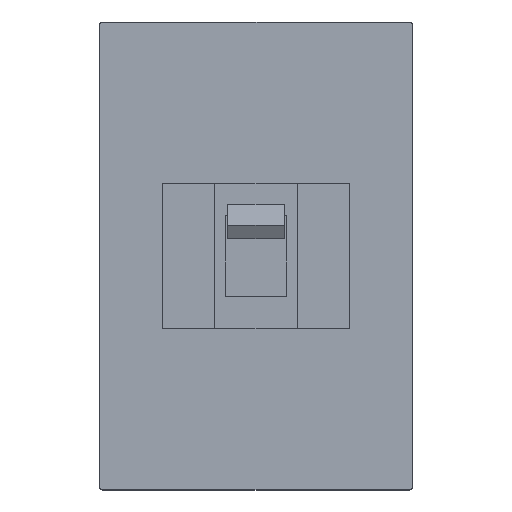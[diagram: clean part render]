
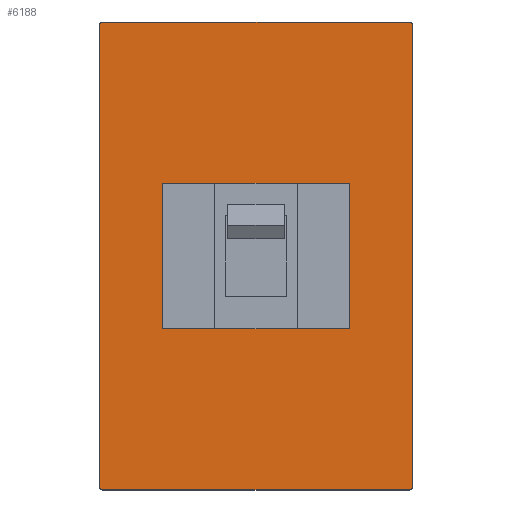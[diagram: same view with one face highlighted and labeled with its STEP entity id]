
A CAD part, top view. The second image highlights one B-rep face of the part: STEP entity #6188.
In plain terms, the highlighted planar face has unit normal (0, 0, 1).
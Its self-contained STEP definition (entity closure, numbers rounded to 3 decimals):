
#257 = CARTESIAN_POINT ( 'NONE',  ( -95., -143., 111.2 ) ) ;
#306 = CARTESIAN_POINT ( 'NONE',  ( -58., -45., 111.2 ) ) ;
#318 = ORIENTED_EDGE ( 'NONE', *, *, #13117, .T. ) ;
#505 = VERTEX_POINT ( 'NONE', #12112 ) ;
#790 = AXIS2_PLACEMENT_3D ( 'NONE', #15108, #13959, #6770 ) ;
#835 = VERTEX_POINT ( 'NONE', #7492 ) ;
#1063 = EDGE_CURVE ( 'NONE', #9282, #8565, #1482, .T. ) ;
#1093 = VECTOR ( 'NONE', #8139, 1000. ) ;
#1143 = VECTOR ( 'NONE', #14357, 1000. ) ;
#1473 = DIRECTION ( 'NONE',  ( 1., 0., 0. ) ) ;
#1482 = LINE ( 'NONE', #2340, #10745 ) ;
#1664 = DIRECTION ( 'NONE',  ( 0., 0., 1. ) ) ;
#1689 = VERTEX_POINT ( 'NONE', #306 ) ;
#2104 = ORIENTED_EDGE ( 'NONE', *, *, #1063, .T. ) ;
#2210 = CARTESIAN_POINT ( 'NONE',  ( 97., -143., 111.2 ) ) ;
#2340 = CARTESIAN_POINT ( 'NONE',  ( 97., 145., 111.2 ) ) ;
#2505 = EDGE_CURVE ( 'NONE', #15639, #10530, #10659, .T. ) ;
#2610 = FACE_BOUND ( 'NONE', #13868, .T. ) ;
#2618 = VECTOR ( 'NONE', #3365, 1000. ) ;
#2732 = AXIS2_PLACEMENT_3D ( 'NONE', #8890, #1664, #10109 ) ;
#2977 = CARTESIAN_POINT ( 'NONE',  ( -95., 145., 111.2 ) ) ;
#3072 = LINE ( 'NONE', #7107, #11893 ) ;
#3314 = DIRECTION ( 'NONE',  ( 0., 0., 1. ) ) ;
#3342 = ORIENTED_EDGE ( 'NONE', *, *, #4458, .F. ) ;
#3365 = DIRECTION ( 'NONE',  ( 0., -1., 0. ) ) ;
#3381 = CARTESIAN_POINT ( 'NONE',  ( -97., 145., 111.2 ) ) ;
#3459 = CARTESIAN_POINT ( 'NONE',  ( -58., 45., 111.2 ) ) ;
#3563 = DIRECTION ( 'NONE',  ( 0., 1., 0. ) ) ;
#3732 = VERTEX_POINT ( 'NONE', #2977 ) ;
#3741 = CARTESIAN_POINT ( 'NONE',  ( -95., -145., 111.2 ) ) ;
#3778 = CARTESIAN_POINT ( 'NONE',  ( -58., -45., 111.2 ) ) ;
#4028 = ORIENTED_EDGE ( 'NONE', *, *, #4340, .T. ) ;
#4323 = LINE ( 'NONE', #3381, #1093 ) ;
#4340 = EDGE_CURVE ( 'NONE', #8565, #835, #11711, .T. ) ;
#4377 = CIRCLE ( 'NONE', #2732, 2. ) ;
#4458 = EDGE_CURVE ( 'NONE', #13550, #15383, #7609, .T. ) ;
#4543 = CARTESIAN_POINT ( 'NONE',  ( 58., 45., 111.2 ) ) ;
#5025 = DIRECTION ( 'NONE',  ( 1., 0., 0. ) ) ;
#5186 = DIRECTION ( 'NONE',  ( 1., 0., 0. ) ) ;
#5474 = LINE ( 'NONE', #10592, #2618 ) ;
#5832 = FACE_OUTER_BOUND ( 'NONE', #6661, .T. ) ;
#5849 = EDGE_CURVE ( 'NONE', #14433, #15639, #4323, .T. ) ;
#5942 = DIRECTION ( 'NONE',  ( -1., 0., 0. ) ) ;
#5955 = CARTESIAN_POINT ( 'NONE',  ( 58., 45., 111.2 ) ) ;
#5973 = ORIENTED_EDGE ( 'NONE', *, *, #5849, .T. ) ;
#6188 = ADVANCED_FACE ( 'NONE', ( #5832, #2610 ), #6724, .T. ) ;
#6322 = ORIENTED_EDGE ( 'NONE', *, *, #8975, .T. ) ;
#6396 = CARTESIAN_POINT ( 'NONE',  ( -97., -143., 111.2 ) ) ;
#6478 = EDGE_CURVE ( 'NONE', #1689, #13550, #10928, .T. ) ;
#6634 = CARTESIAN_POINT ( 'NONE',  ( 58., -45., 111.2 ) ) ;
#6661 = EDGE_LOOP ( 'NONE', ( #5973, #14683, #11512, #318, #2104, #4028, #7263, #6322 ) ) ;
#6724 = PLANE ( 'NONE',  #790 ) ;
#6770 = DIRECTION ( 'NONE',  ( 1., 0., 0. ) ) ;
#6930 = CARTESIAN_POINT ( 'NONE',  ( 95., -143., 111.2 ) ) ;
#6956 = CARTESIAN_POINT ( 'NONE',  ( 97., 143., 111.2 ) ) ;
#7107 = CARTESIAN_POINT ( 'NONE',  ( -97., 145., 111.2 ) ) ;
#7263 = ORIENTED_EDGE ( 'NONE', *, *, #12619, .T. ) ;
#7492 = CARTESIAN_POINT ( 'NONE',  ( 95., 145., 111.2 ) ) ;
#7609 = LINE ( 'NONE', #5955, #1143 ) ;
#7801 = EDGE_CURVE ( 'NONE', #15383, #505, #8763, .T. ) ;
#8135 = DIRECTION ( 'NONE',  ( 1., 0., 0. ) ) ;
#8139 = DIRECTION ( 'NONE',  ( 0., -1., 0. ) ) ;
#8287 = DIRECTION ( 'NONE',  ( -1., 0., 0. ) ) ;
#8418 = ORIENTED_EDGE ( 'NONE', *, *, #6478, .F. ) ;
#8565 = VERTEX_POINT ( 'NONE', #6956 ) ;
#8709 = DIRECTION ( 'NONE',  ( 0., 0., 1. ) ) ;
#8763 = LINE ( 'NONE', #3459, #14774 ) ;
#8890 = CARTESIAN_POINT ( 'NONE',  ( -95., 143., 111.2 ) ) ;
#8966 = LINE ( 'NONE', #11175, #12134 ) ;
#8975 = EDGE_CURVE ( 'NONE', #3732, #14433, #4377, .T. ) ;
#9157 = CIRCLE ( 'NONE', #13901, 2. ) ;
#9282 = VERTEX_POINT ( 'NONE', #2210 ) ;
#10109 = DIRECTION ( 'NONE',  ( 1., 0., 0. ) ) ;
#10530 = VERTEX_POINT ( 'NONE', #3741 ) ;
#10551 = CARTESIAN_POINT ( 'NONE',  ( 95., 143., 111.2 ) ) ;
#10592 = CARTESIAN_POINT ( 'NONE',  ( -58., 45., 111.2 ) ) ;
#10659 = CIRCLE ( 'NONE', #14737, 2. ) ;
#10745 = VECTOR ( 'NONE', #3563, 1000. ) ;
#10803 = VERTEX_POINT ( 'NONE', #14745 ) ;
#10928 = LINE ( 'NONE', #3778, #13745 ) ;
#11107 = EDGE_CURVE ( 'NONE', #505, #1689, #5474, .T. ) ;
#11175 = CARTESIAN_POINT ( 'NONE',  ( -97., -145., 111.2 ) ) ;
#11289 = EDGE_CURVE ( 'NONE', #10530, #10803, #8966, .T. ) ;
#11512 = ORIENTED_EDGE ( 'NONE', *, *, #11289, .T. ) ;
#11541 = ORIENTED_EDGE ( 'NONE', *, *, #11107, .F. ) ;
#11711 = CIRCLE ( 'NONE', #11870, 2. ) ;
#11729 = DIRECTION ( 'NONE',  ( 1., 0., 0. ) ) ;
#11870 = AXIS2_PLACEMENT_3D ( 'NONE', #10551, #3314, #11729 ) ;
#11893 = VECTOR ( 'NONE', #8287, 1000. ) ;
#12112 = CARTESIAN_POINT ( 'NONE',  ( -58., 45., 111.2 ) ) ;
#12134 = VECTOR ( 'NONE', #5186, 1000. ) ;
#12535 = CARTESIAN_POINT ( 'NONE',  ( -97., 143., 111.2 ) ) ;
#12619 = EDGE_CURVE ( 'NONE', #835, #3732, #3072, .T. ) ;
#12741 = ORIENTED_EDGE ( 'NONE', *, *, #7801, .F. ) ;
#13117 = EDGE_CURVE ( 'NONE', #10803, #9282, #9157, .T. ) ;
#13550 = VERTEX_POINT ( 'NONE', #6634 ) ;
#13745 = VECTOR ( 'NONE', #5025, 1000. ) ;
#13868 = EDGE_LOOP ( 'NONE', ( #8418, #11541, #12741, #3342 ) ) ;
#13901 = AXIS2_PLACEMENT_3D ( 'NONE', #6930, #15321, #8135 ) ;
#13959 = DIRECTION ( 'NONE',  ( 0., 0., 1. ) ) ;
#14357 = DIRECTION ( 'NONE',  ( 0., 1., 0. ) ) ;
#14433 = VERTEX_POINT ( 'NONE', #12535 ) ;
#14683 = ORIENTED_EDGE ( 'NONE', *, *, #2505, .T. ) ;
#14737 = AXIS2_PLACEMENT_3D ( 'NONE', #257, #8709, #1473 ) ;
#14745 = CARTESIAN_POINT ( 'NONE',  ( 95., -145., 111.2 ) ) ;
#14774 = VECTOR ( 'NONE', #5942, 1000. ) ;
#15108 = CARTESIAN_POINT ( 'NONE',  ( 0., 0., 111.2 ) ) ;
#15321 = DIRECTION ( 'NONE',  ( 0., 0., 1. ) ) ;
#15383 = VERTEX_POINT ( 'NONE', #4543 ) ;
#15639 = VERTEX_POINT ( 'NONE', #6396 ) ;
